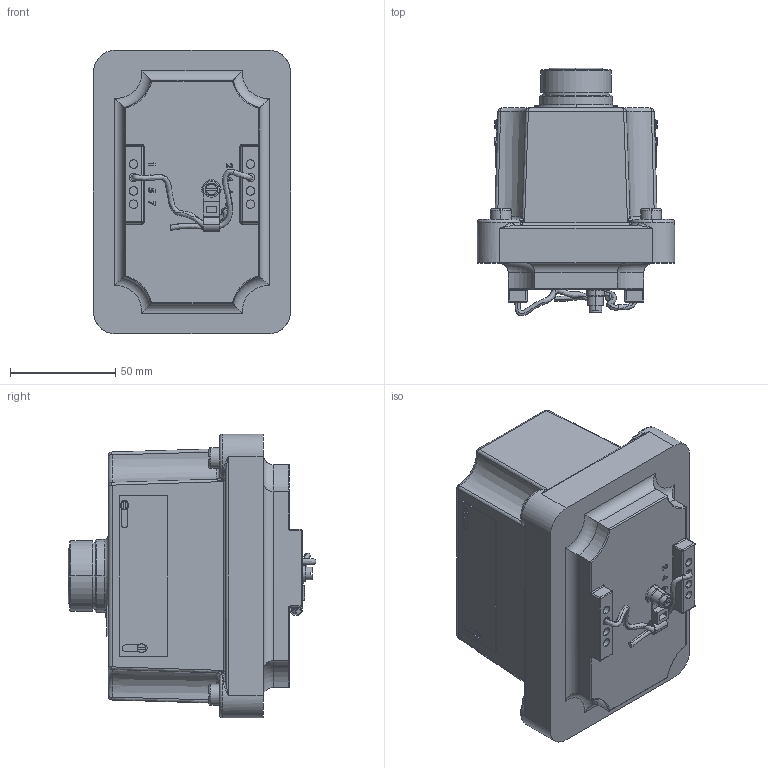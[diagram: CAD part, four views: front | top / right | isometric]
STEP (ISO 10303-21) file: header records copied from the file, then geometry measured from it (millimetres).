
FILE_DESCRIPTION (( 'STEP AP214' ), '1' );
FILE_NAME ('FXCS-0B3.step', '2016-03-09T20:26:33', ( '' ), ( '' ), 'SwSTEP 2.0', 'SolidWorks 2015', '' );
FILE_SCHEMA (( 'AUTOMOTIVE_DESIGN' ));
Length unit declared in the file: inch
Products named in the file (1): FXCS-0B3
Bounding box: 93.73 x 117.82 x 134.87 mm (x, y, z)
Volume: 799877.7 mm3; surface area: 65184.2 mm2
Topology: 1 solids, 1 shells, 694 faces, 1771 edges, 1054 vertices
Faces by surface type: plane 282, bspline 149, cylinder 147, torus 76, sphere 32, cone 8
Entity records: 33146 total; most frequent: CARTESIAN_POINT 12641, ORIENTED_EDGE 3446, DIRECTION 2947, EDGE_CURVE 1723, AXIS2_PLACEMENT_3D 1097, VERTEX_POINT 1054, LINE 753, VECTOR 753
